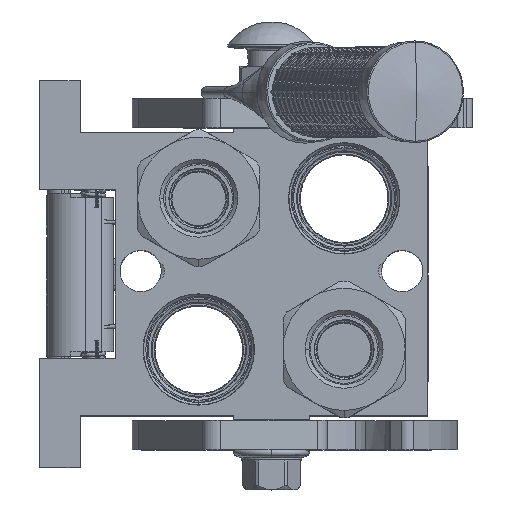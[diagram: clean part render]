
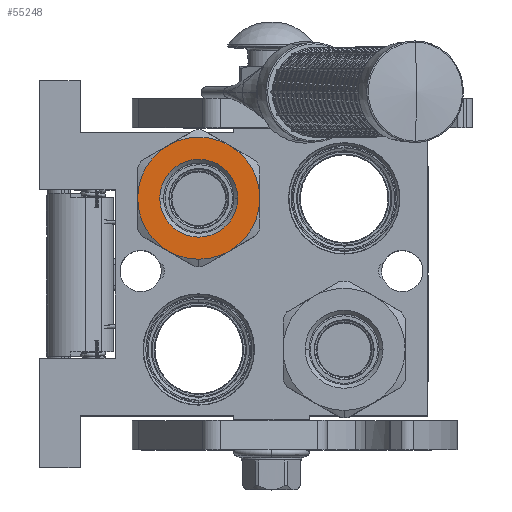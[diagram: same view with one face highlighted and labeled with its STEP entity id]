
A CAD part, top view. The second image highlights one B-rep face of the part: STEP entity #55248.
In plain terms, the highlighted face is planar.
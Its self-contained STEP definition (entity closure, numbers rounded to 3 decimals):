
#2215 = CIRCLE ( 'NONE', #157005, 13.4 ) ;
#2538 = EDGE_CURVE ( 'NONE', #136916, #67952, #85715, .T. ) ;
#9163 = CARTESIAN_POINT ( 'NONE',  ( 100.6, 0., 0. ) ) ;
#10399 = EDGE_CURVE ( 'NONE', #41160, #67952, #38275, .T. ) ;
#13029 = DIRECTION ( 'NONE',  ( 0., -0.5, -0.866 ) ) ;
#14898 = AXIS2_PLACEMENT_3D ( 'NONE', #186177, #99588, #13029 ) ;
#15343 = CARTESIAN_POINT ( 'NONE',  ( 100.6, 10.5, -18.187 ) ) ;
#16230 = CARTESIAN_POINT ( 'NONE',  ( 100.6, 0., 0. ) ) ;
#21397 = CARTESIAN_POINT ( 'NONE',  ( 100.6, 0., 21. ) ) ;
#21696 = EDGE_CURVE ( 'NONE', #136718, #107132, #73809, .T. ) ;
#22402 = DIRECTION ( 'NONE',  ( 0., -0.5, 0.866 ) ) ;
#22991 = CARTESIAN_POINT ( 'NONE',  ( 100.6, 10.5, 18.187 ) ) ;
#23820 = ORIENTED_EDGE ( 'NONE', *, *, #177840, .T. ) ;
#27538 = VERTEX_POINT ( 'NONE', #52968 ) ;
#30262 = CIRCLE ( 'NONE', #45861, 21. ) ;
#31091 = ORIENTED_EDGE ( 'NONE', *, *, #10399, .F. ) ;
#38227 = DIRECTION ( 'NONE',  ( 0., -1., 0. ) ) ;
#38275 = CIRCLE ( 'NONE', #57824, 21. ) ;
#38699 = ORIENTED_EDGE ( 'NONE', *, *, #68183, .T. ) ;
#41160 = VERTEX_POINT ( 'NONE', #173476 ) ;
#45861 = AXIS2_PLACEMENT_3D ( 'NONE', #9163, #125529, #110936 ) ;
#47814 = AXIS2_PLACEMENT_3D ( 'NONE', #99061, #83911, #185015 ) ;
#50839 = DIRECTION ( 'NONE',  ( 1., 0., 0. ) ) ;
#51595 = ORIENTED_EDGE ( 'NONE', *, *, #139659, .T. ) ;
#52637 = CARTESIAN_POINT ( 'NONE',  ( 100.6, 0., 0. ) ) ;
#52968 = CARTESIAN_POINT ( 'NONE',  ( 100.6, -21., 0. ) ) ;
#53562 = EDGE_CURVE ( 'NONE', #107132, #160803, #100085, .T. ) ;
#55248 = ADVANCED_FACE ( 'NONE', ( #111419, #154432 ), #170485, .F. ) ;
#57824 = AXIS2_PLACEMENT_3D ( 'NONE', #147879, #87882, #175660 ) ;
#64088 = DIRECTION ( 'NONE',  ( 1., 0., 0. ) ) ;
#67952 = VERTEX_POINT ( 'NONE', #15343 ) ;
#68183 = EDGE_CURVE ( 'NONE', #145908, #91579, #131547, .T. ) ;
#73150 = DIRECTION ( 'NONE',  ( 0., 0.5, 0.866 ) ) ;
#73809 = CIRCLE ( 'NONE', #159533, 21. ) ;
#74392 = DIRECTION ( 'NONE',  ( 1., 0., 0. ) ) ;
#77384 = EDGE_LOOP ( 'NONE', ( #51595, #184191, #167957, #31091, #137968, #156944, #159561 ) ) ;
#79435 = CARTESIAN_POINT ( 'NONE',  ( 100.6, -10.5, -18.187 ) ) ;
#79736 = AXIS2_PLACEMENT_3D ( 'NONE', #79978, #50839, #22402 ) ;
#79978 = CARTESIAN_POINT ( 'NONE',  ( 100.6, 0., 0. ) ) ;
#81903 = CARTESIAN_POINT ( 'NONE',  ( 100.6, 0., 0. ) ) ;
#82752 = CIRCLE ( 'NONE', #138976, 21. ) ;
#83911 = DIRECTION ( 'NONE',  ( -1., 0., 0. ) ) ;
#85715 = CIRCLE ( 'NONE', #14898, 21. ) ;
#87882 = DIRECTION ( 'NONE',  ( -1., 0., 0. ) ) ;
#90907 = CARTESIAN_POINT ( 'NONE',  ( 100.6, 0., 0. ) ) ;
#91579 = VERTEX_POINT ( 'NONE', #126033 ) ;
#92882 = CARTESIAN_POINT ( 'NONE',  ( 100.6, 0., 0. ) ) ;
#99061 = CARTESIAN_POINT ( 'NONE',  ( 100.6, 0., 0. ) ) ;
#99588 = DIRECTION ( 'NONE',  ( 1., 0., 0. ) ) ;
#100085 = CIRCLE ( 'NONE', #139816, 21. ) ;
#105951 = AXIS2_PLACEMENT_3D ( 'NONE', #81903, #126168, #38227 ) ;
#106719 = CARTESIAN_POINT ( 'NONE',  ( 100.6, -13.4, 0. ) ) ;
#107132 = VERTEX_POINT ( 'NONE', #21397 ) ;
#107351 = DIRECTION ( 'NONE',  ( -1., 0., 0. ) ) ;
#110936 = DIRECTION ( 'NONE',  ( 0., -1., 0. ) ) ;
#111419 = FACE_OUTER_BOUND ( 'NONE', #77384, .T. ) ;
#125529 = DIRECTION ( 'NONE',  ( 1., 0., 0. ) ) ;
#126033 = CARTESIAN_POINT ( 'NONE',  ( 100.6, 13.4, 0. ) ) ;
#126059 = EDGE_LOOP ( 'NONE', ( #38699, #23820 ) ) ;
#126168 = DIRECTION ( 'NONE',  ( -1., 0., 0. ) ) ;
#130874 = CARTESIAN_POINT ( 'NONE',  ( 100.6, -10.5, 18.187 ) ) ;
#131547 = CIRCLE ( 'NONE', #105951, 13.4 ) ;
#133888 = DIRECTION ( 'NONE',  ( 0., 1., 0. ) ) ;
#134517 = DIRECTION ( 'NONE',  ( -1., 0., 0. ) ) ;
#136718 = VERTEX_POINT ( 'NONE', #22991 ) ;
#136916 = VERTEX_POINT ( 'NONE', #79435 ) ;
#137968 = ORIENTED_EDGE ( 'NONE', *, *, #181146, .F. ) ;
#138976 = AXIS2_PLACEMENT_3D ( 'NONE', #92882, #107351, #149140 ) ;
#139659 = EDGE_CURVE ( 'NONE', #160803, #27538, #172270, .T. ) ;
#139816 = AXIS2_PLACEMENT_3D ( 'NONE', #16230, #74392, #73150 ) ;
#145908 = VERTEX_POINT ( 'NONE', #106719 ) ;
#147879 = CARTESIAN_POINT ( 'NONE',  ( 100.6, 0., 0. ) ) ;
#149140 = DIRECTION ( 'NONE',  ( 0., 0.5, 0.866 ) ) ;
#154432 = FACE_BOUND ( 'NONE', #126059, .T. ) ;
#156944 = ORIENTED_EDGE ( 'NONE', *, *, #21696, .T. ) ;
#157005 = AXIS2_PLACEMENT_3D ( 'NONE', #90907, #134517, #133888 ) ;
#159533 = AXIS2_PLACEMENT_3D ( 'NONE', #52637, #64088, #180360 ) ;
#159561 = ORIENTED_EDGE ( 'NONE', *, *, #53562, .T. ) ;
#160803 = VERTEX_POINT ( 'NONE', #130874 ) ;
#167957 = ORIENTED_EDGE ( 'NONE', *, *, #2538, .T. ) ;
#170485 = PLANE ( 'NONE',  #47814 ) ;
#172270 = CIRCLE ( 'NONE', #79736, 21. ) ;
#173476 = CARTESIAN_POINT ( 'NONE',  ( 100.6, 21., 0. ) ) ;
#175660 = DIRECTION ( 'NONE',  ( 0., 1., 0. ) ) ;
#177840 = EDGE_CURVE ( 'NONE', #91579, #145908, #2215, .T. ) ;
#180360 = DIRECTION ( 'NONE',  ( 0., 0.5, 0.866 ) ) ;
#181146 = EDGE_CURVE ( 'NONE', #136718, #41160, #82752, .T. ) ;
#183208 = EDGE_CURVE ( 'NONE', #27538, #136916, #30262, .T. ) ;
#184191 = ORIENTED_EDGE ( 'NONE', *, *, #183208, .T. ) ;
#185015 = DIRECTION ( 'NONE',  ( 0., 0., 1. ) ) ;
#186177 = CARTESIAN_POINT ( 'NONE',  ( 100.6, 0., 0. ) ) ;
